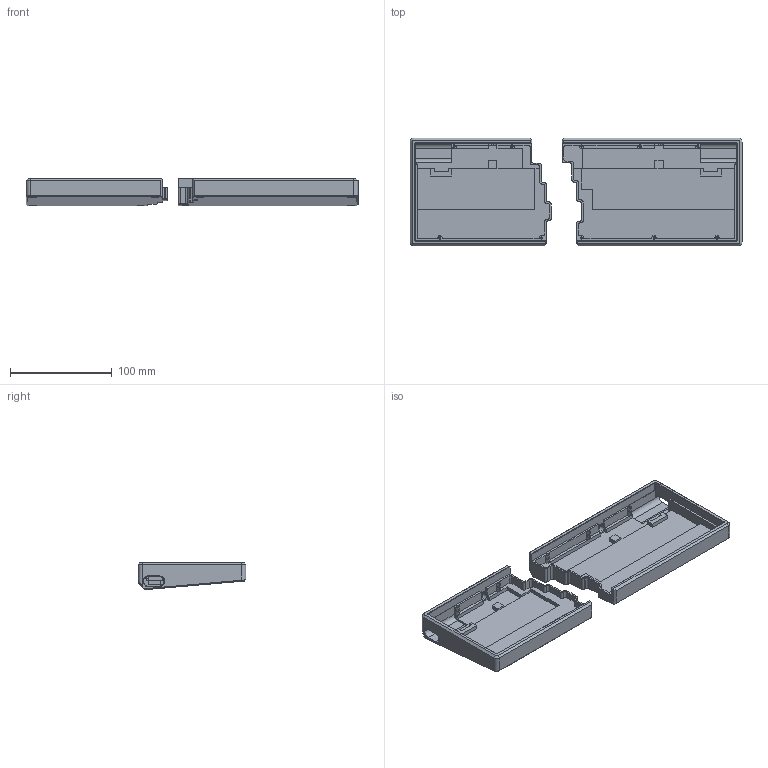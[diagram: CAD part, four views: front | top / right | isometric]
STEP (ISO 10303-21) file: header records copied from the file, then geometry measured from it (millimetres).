
FILE_DESCRIPTION(/* description */ (''),/* implementation_level */ '2;1');
FILE_NAME(/* name */ '',/* time_stamp */ '2023-08-04T09:50:11+09:00',/* author */ (''),/* organization */ (''),/* preprocessor_version */ 'ST-DEVELOPER v20',/* originating_system */ 'Autodesk Translation Framework v12.9.0.99',/* authorisation */ '');
FILE_SCHEMA (('AUTOMOTIVE_DESIGN { 1 0 10303 214 3 1 1 }'));
Length unit declared in the file: millimetre
Products named in the file (1): Guide68_トレイケース_ウェイト
Bounding box: 326.7 x 106.2 x 27.03 mm (x, y, z)
Volume: 204274.7 mm3; surface area: 101850.5 mm2
Topology: 2 solids, 2 shells, 543 faces, 1472 edges, 945 vertices
Faces by surface type: plane 383, cylinder 92, bspline 44, cone 24
Full cylindrical faces by diameter (mm): 2.2 x20, 6.5 x8
Entity records: 17647 total; most frequent: CARTESIAN_POINT 4089, ORIENTED_EDGE 2944, DIRECTION 2570, EDGE_CURVE 1472, LINE 1178, VECTOR 1178, VERTEX_POINT 945, AXIS2_PLACEMENT_3D 696
